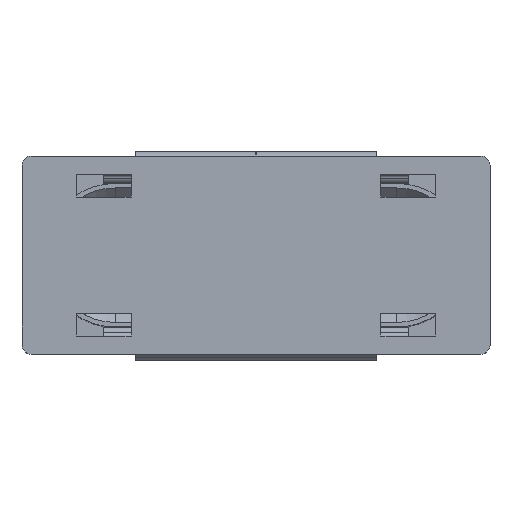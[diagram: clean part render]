
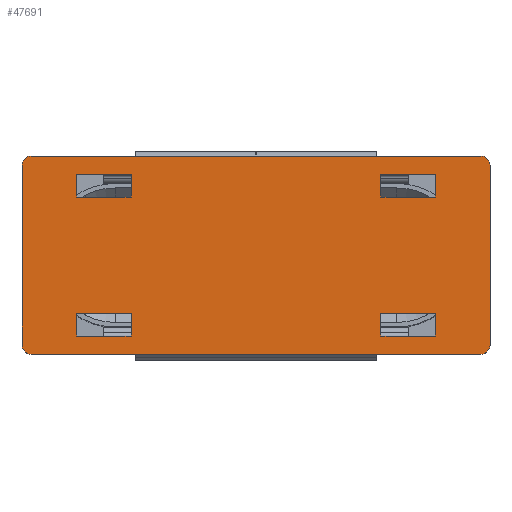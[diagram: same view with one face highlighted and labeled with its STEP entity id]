
A CAD part, top view. The second image highlights one B-rep face of the part: STEP entity #47691.
In plain terms, the highlighted planar face has unit normal (0, 0, 1).
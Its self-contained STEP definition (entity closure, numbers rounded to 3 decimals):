
#46703=DIRECTION('',(1.,0.,0.));
#46704=VECTOR('',#46703,9.9);
#46705=CARTESIAN_POINT('',(-4.95,-2.18,4.14));
#46706=LINE('',#46705,#46704);
#46711=CARTESIAN_POINT('',(-4.95,1.98,4.14));
#46712=DIRECTION('',(0.,0.,-1.));
#46713=DIRECTION('',(-1.,0.,0.));
#46714=AXIS2_PLACEMENT_3D('',#46711,#46712,#46713);
#46716=CARTESIAN_POINT('',(4.95,1.98,4.14));
#46717=DIRECTION('',(0.,0.,-1.));
#46718=DIRECTION('',(0.,1.,0.));
#46719=AXIS2_PLACEMENT_3D('',#46716,#46717,#46718);
#46721=CARTESIAN_POINT('',(4.95,-1.98,4.14));
#46722=DIRECTION('',(0.,0.,-1.));
#46723=DIRECTION('',(1.,0.,0.));
#46724=AXIS2_PLACEMENT_3D('',#46721,#46722,#46723);
#46726=CARTESIAN_POINT('',(-4.95,-1.98,4.14));
#46727=DIRECTION('',(0.,0.,-1.));
#46728=DIRECTION('',(0.,-1.,0.));
#46729=AXIS2_PLACEMENT_3D('',#46726,#46727,#46728);
#46731=DIRECTION('',(0.,-1.,0.));
#46732=VECTOR('',#46731,0.501);
#46733=CARTESIAN_POINT('',(-3.95,1.78,4.14));
#46734=LINE('',#46733,#46732);
#46735=DIRECTION('',(1.,0.,0.));
#46736=VECTOR('',#46735,1.2);
#46737=CARTESIAN_POINT('',(-3.95,1.279,4.14));
#46738=LINE('',#46737,#46736);
#46739=DIRECTION('',(0.,1.,0.));
#46740=VECTOR('',#46739,0.501);
#46741=CARTESIAN_POINT('',(-2.75,1.279,4.14));
#46742=LINE('',#46741,#46740);
#46743=DIRECTION('',(-1.,0.,0.));
#46744=VECTOR('',#46743,1.2);
#46745=CARTESIAN_POINT('',(-2.75,1.78,4.14));
#46746=LINE('',#46745,#46744);
#46747=DIRECTION('',(0.,1.,0.));
#46748=VECTOR('',#46747,0.501);
#46749=CARTESIAN_POINT('',(3.95,-1.78,4.14));
#46750=LINE('',#46749,#46748);
#46751=DIRECTION('',(-1.,0.,0.));
#46752=VECTOR('',#46751,1.2);
#46753=CARTESIAN_POINT('',(3.95,-1.279,4.14));
#46754=LINE('',#46753,#46752);
#46755=DIRECTION('',(0.,-1.,0.));
#46756=VECTOR('',#46755,0.501);
#46757=CARTESIAN_POINT('',(2.75,-1.279,4.14));
#46758=LINE('',#46757,#46756);
#46759=DIRECTION('',(1.,0.,0.));
#46760=VECTOR('',#46759,1.2);
#46761=CARTESIAN_POINT('',(2.75,-1.78,4.14));
#46762=LINE('',#46761,#46760);
#46767=DIRECTION('',(0.,-1.,0.));
#46768=VECTOR('',#46767,3.96);
#46769=CARTESIAN_POINT('',(-5.15,1.98,4.14));
#46770=LINE('',#46769,#46768);
#46831=DIRECTION('',(-1.,0.,0.));
#46832=VECTOR('',#46831,9.9);
#46833=CARTESIAN_POINT('',(4.95,2.18,4.14));
#46834=LINE('',#46833,#46832);
#46892=DIRECTION('',(1.,0.,0.));
#46893=VECTOR('',#46892,1.2);
#46894=CARTESIAN_POINT('',(2.75,1.78,4.14));
#46895=LINE('',#46894,#46893);
#46924=DIRECTION('',(0.,1.,0.));
#46925=VECTOR('',#46924,0.501);
#46926=CARTESIAN_POINT('',(2.75,1.279,4.14));
#46927=LINE('',#46926,#46925);
#46932=DIRECTION('',(-1.,0.,0.));
#46933=VECTOR('',#46932,1.2);
#46934=CARTESIAN_POINT('',(3.95,1.279,4.14));
#46935=LINE('',#46934,#46933);
#46940=DIRECTION('',(0.,-1.,0.));
#46941=VECTOR('',#46940,0.501);
#46942=CARTESIAN_POINT('',(3.95,1.78,4.14));
#46943=LINE('',#46942,#46941);
#47041=DIRECTION('',(0.,1.,0.));
#47042=VECTOR('',#47041,3.96);
#47043=CARTESIAN_POINT('',(5.15,-1.98,4.14));
#47044=LINE('',#47043,#47042);
#47121=DIRECTION('',(-1.,0.,0.));
#47122=VECTOR('',#47121,1.2);
#47123=CARTESIAN_POINT('',(-2.75,-1.78,4.14));
#47124=LINE('',#47123,#47122);
#47271=DIRECTION('',(0.,-1.,0.));
#47272=VECTOR('',#47271,0.501);
#47273=CARTESIAN_POINT('',(-2.75,-1.279,4.14));
#47274=LINE('',#47273,#47272);
#47279=DIRECTION('',(1.,0.,0.));
#47280=VECTOR('',#47279,1.2);
#47281=CARTESIAN_POINT('',(-3.95,-1.279,4.14));
#47282=LINE('',#47281,#47280);
#47287=DIRECTION('',(0.,1.,0.));
#47288=VECTOR('',#47287,0.501);
#47289=CARTESIAN_POINT('',(-3.95,-1.78,4.14));
#47290=LINE('',#47289,#47288);
#47375=CARTESIAN_POINT('',(-4.95,-2.18,4.14));
#47376=CARTESIAN_POINT('',(4.95,-2.18,4.14));
#47377=VERTEX_POINT('',#47375);
#47378=VERTEX_POINT('',#47376);
#47383=CARTESIAN_POINT('',(-5.15,1.98,4.14));
#47384=CARTESIAN_POINT('',(-5.15,-1.98,4.14));
#47385=VERTEX_POINT('',#47383);
#47386=VERTEX_POINT('',#47384);
#47387=CARTESIAN_POINT('',(-4.95,2.18,4.14));
#47388=VERTEX_POINT('',#47387);
#47389=CARTESIAN_POINT('',(4.95,2.18,4.14));
#47390=VERTEX_POINT('',#47389);
#47391=CARTESIAN_POINT('',(5.15,1.98,4.14));
#47392=VERTEX_POINT('',#47391);
#47393=CARTESIAN_POINT('',(5.15,-1.98,4.14));
#47394=VERTEX_POINT('',#47393);
#47395=CARTESIAN_POINT('',(-3.95,1.78,4.14));
#47396=CARTESIAN_POINT('',(-3.95,1.279,4.14));
#47397=VERTEX_POINT('',#47395);
#47398=VERTEX_POINT('',#47396);
#47399=CARTESIAN_POINT('',(-2.75,1.279,4.14));
#47400=VERTEX_POINT('',#47399);
#47401=CARTESIAN_POINT('',(-2.75,1.78,4.14));
#47402=VERTEX_POINT('',#47401);
#47403=CARTESIAN_POINT('',(3.95,-1.78,4.14));
#47404=CARTESIAN_POINT('',(3.95,-1.279,4.14));
#47405=VERTEX_POINT('',#47403);
#47406=VERTEX_POINT('',#47404);
#47407=CARTESIAN_POINT('',(2.75,-1.279,4.14));
#47408=VERTEX_POINT('',#47407);
#47409=CARTESIAN_POINT('',(2.75,-1.78,4.14));
#47410=VERTEX_POINT('',#47409);
#47411=CARTESIAN_POINT('',(2.75,1.78,4.14));
#47412=CARTESIAN_POINT('',(3.95,1.78,4.14));
#47413=VERTEX_POINT('',#47411);
#47414=VERTEX_POINT('',#47412);
#47415=CARTESIAN_POINT('',(2.75,1.279,4.14));
#47416=VERTEX_POINT('',#47415);
#47417=CARTESIAN_POINT('',(3.95,1.279,4.14));
#47418=VERTEX_POINT('',#47417);
#47419=CARTESIAN_POINT('',(-2.75,-1.78,4.14));
#47420=CARTESIAN_POINT('',(-3.95,-1.78,4.14));
#47421=VERTEX_POINT('',#47419);
#47422=VERTEX_POINT('',#47420);
#47423=CARTESIAN_POINT('',(-2.75,-1.279,4.14));
#47424=VERTEX_POINT('',#47423);
#47425=CARTESIAN_POINT('',(-3.95,-1.279,4.14));
#47426=VERTEX_POINT('',#47425);
#47629=CARTESIAN_POINT('',(0.,0.,4.14));
#47630=DIRECTION('',(0.,0.,1.));
#47631=DIRECTION('',(0.,1.,0.));
#47632=AXIS2_PLACEMENT_3D('',#47629,#47630,#47631);
#47633=PLANE('',#47632);
#47635=ORIENTED_EDGE('',*,*,#47634,.F.);
#47637=ORIENTED_EDGE('',*,*,#47636,.T.);
#47639=ORIENTED_EDGE('',*,*,#47638,.F.);
#47641=ORIENTED_EDGE('',*,*,#47640,.T.);
#47643=ORIENTED_EDGE('',*,*,#47642,.F.);
#47645=ORIENTED_EDGE('',*,*,#47644,.T.);
#47646=ORIENTED_EDGE('',*,*,#47612,.F.);
#47648=ORIENTED_EDGE('',*,*,#47647,.T.);
#47649=EDGE_LOOP('',(#47635,#47637,#47639,#47641,#47643,#47645,#47646,#47648));
#47650=FACE_OUTER_BOUND('',#47649,.F.);
#47652=ORIENTED_EDGE('',*,*,#47651,.T.);
#47654=ORIENTED_EDGE('',*,*,#47653,.T.);
#47656=ORIENTED_EDGE('',*,*,#47655,.T.);
#47658=ORIENTED_EDGE('',*,*,#47657,.T.);
#47659=EDGE_LOOP('',(#47652,#47654,#47656,#47658));
#47660=FACE_BOUND('',#47659,.F.);
#47662=ORIENTED_EDGE('',*,*,#47661,.T.);
#47664=ORIENTED_EDGE('',*,*,#47663,.T.);
#47666=ORIENTED_EDGE('',*,*,#47665,.T.);
#47668=ORIENTED_EDGE('',*,*,#47667,.T.);
#47669=EDGE_LOOP('',(#47662,#47664,#47666,#47668));
#47670=FACE_BOUND('',#47669,.F.);
#47672=ORIENTED_EDGE('',*,*,#47671,.F.);
#47674=ORIENTED_EDGE('',*,*,#47673,.F.);
#47676=ORIENTED_EDGE('',*,*,#47675,.F.);
#47678=ORIENTED_EDGE('',*,*,#47677,.F.);
#47679=EDGE_LOOP('',(#47672,#47674,#47676,#47678));
#47680=FACE_BOUND('',#47679,.F.);
#47682=ORIENTED_EDGE('',*,*,#47681,.F.);
#47684=ORIENTED_EDGE('',*,*,#47683,.F.);
#47686=ORIENTED_EDGE('',*,*,#47685,.F.);
#47688=ORIENTED_EDGE('',*,*,#47687,.F.);
#47689=EDGE_LOOP('',(#47682,#47684,#47686,#47688));
#47690=FACE_BOUND('',#47689,.F.);
#47691=ADVANCED_FACE('',(#47650,#47660,#47670,#47680,#47690),#47633,.T.);
#46715=CIRCLE('',#46714,0.2);
#46720=CIRCLE('',#46719,0.2);
#46725=CIRCLE('',#46724,0.2);
#46730=CIRCLE('',#46729,0.2);
#47612=EDGE_CURVE('',#47377,#47378,#46706,.T.);
#47634=EDGE_CURVE('',#47385,#47386,#46770,.T.);
#47636=EDGE_CURVE('',#47385,#47388,#46715,.T.);
#47638=EDGE_CURVE('',#47390,#47388,#46834,.T.);
#47640=EDGE_CURVE('',#47390,#47392,#46720,.T.);
#47642=EDGE_CURVE('',#47394,#47392,#47044,.T.);
#47644=EDGE_CURVE('',#47394,#47378,#46725,.T.);
#47647=EDGE_CURVE('',#47377,#47386,#46730,.T.);
#47651=EDGE_CURVE('',#47397,#47398,#46734,.T.);
#47653=EDGE_CURVE('',#47398,#47400,#46738,.T.);
#47655=EDGE_CURVE('',#47400,#47402,#46742,.T.);
#47657=EDGE_CURVE('',#47402,#47397,#46746,.T.);
#47661=EDGE_CURVE('',#47405,#47406,#46750,.T.);
#47663=EDGE_CURVE('',#47406,#47408,#46754,.T.);
#47665=EDGE_CURVE('',#47408,#47410,#46758,.T.);
#47667=EDGE_CURVE('',#47410,#47405,#46762,.T.);
#47671=EDGE_CURVE('',#47413,#47414,#46895,.T.);
#47673=EDGE_CURVE('',#47416,#47413,#46927,.T.);
#47675=EDGE_CURVE('',#47418,#47416,#46935,.T.);
#47677=EDGE_CURVE('',#47414,#47418,#46943,.T.);
#47681=EDGE_CURVE('',#47421,#47422,#47124,.T.);
#47683=EDGE_CURVE('',#47424,#47421,#47274,.T.);
#47685=EDGE_CURVE('',#47426,#47424,#47282,.T.);
#47687=EDGE_CURVE('',#47422,#47426,#47290,.T.);
